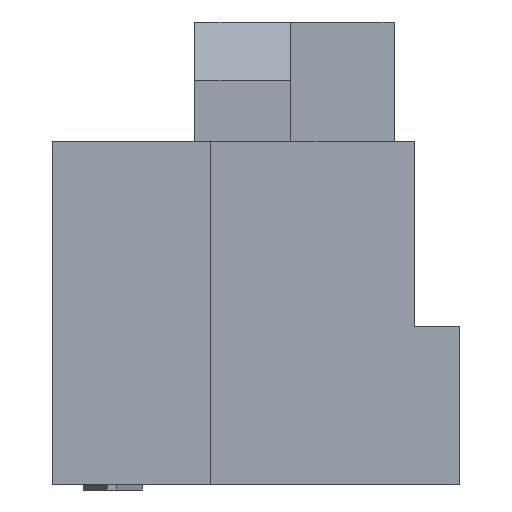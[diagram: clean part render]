
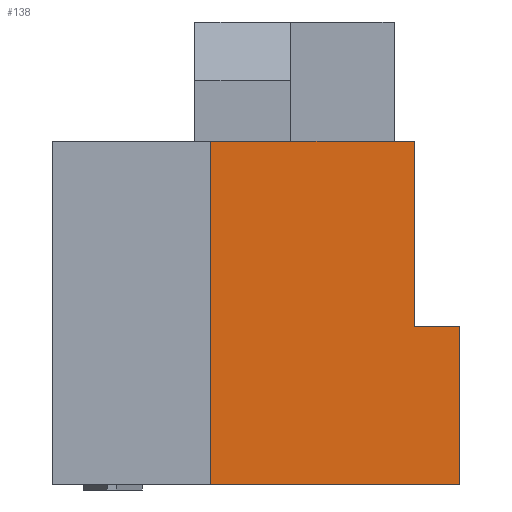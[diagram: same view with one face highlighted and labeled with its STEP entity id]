
A CAD part, front view. The second image highlights one B-rep face of the part: STEP entity #138.
In plain terms, the highlighted planar face has unit normal (0, -1, 0).
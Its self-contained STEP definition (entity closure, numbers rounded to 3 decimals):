
#138=ADVANCED_FACE('',(#277),#207,.T.);
#207=PLANE('',#1606);
#277=FACE_OUTER_BOUND('',#355,.T.);
#355=EDGE_LOOP('',(#652,#653,#654,#655,#656,#657));
#652=ORIENTED_EDGE('',*,*,#1101,.T.);
#653=ORIENTED_EDGE('',*,*,#1100,.T.);
#654=ORIENTED_EDGE('',*,*,#1102,.T.);
#655=ORIENTED_EDGE('',*,*,#1089,.T.);
#656=ORIENTED_EDGE('',*,*,#1019,.T.);
#657=ORIENTED_EDGE('',*,*,#1103,.T.);
#855=VERTEX_POINT('',#2190);
#856=VERTEX_POINT('',#2192);
#902=VERTEX_POINT('',#2332);
#909=VERTEX_POINT('',#2351);
#910=VERTEX_POINT('',#2353);
#911=VERTEX_POINT('',#2357);
#1019=EDGE_CURVE('',#856,#855,#1219,.T.);
#1089=EDGE_CURVE('',#902,#856,#1283,.T.);
#1100=EDGE_CURVE('',#909,#910,#1294,.T.);
#1101=EDGE_CURVE('',#911,#909,#1295,.T.);
#1102=EDGE_CURVE('',#910,#902,#1296,.T.);
#1103=EDGE_CURVE('',#855,#911,#1297,.T.);
#1219=LINE('',#2191,#1409);
#1283=LINE('',#2331,#1473);
#1294=LINE('',#2354,#1484);
#1295=LINE('',#2356,#1485);
#1296=LINE('',#2358,#1486);
#1297=LINE('',#2359,#1487);
#1409=VECTOR('',#1784,1.);
#1473=VECTOR('',#1908,1.);
#1484=VECTOR('',#1925,1.);
#1485=VECTOR('',#1928,1.);
#1486=VECTOR('',#1929,1.);
#1487=VECTOR('',#1930,1.);
#1606=AXIS2_PLACEMENT_3D('',#2360,#1931,#1932);
#1784=DIRECTION('',(-1.,0.,0.));
#1908=DIRECTION('',(0.,0.,1.));
#1925=DIRECTION('',(0.,0.,-1.));
#1928=DIRECTION('',(-1.,0.,0.));
#1929=DIRECTION('',(1.,0.,0.));
#1930=DIRECTION('',(0.,0.,1.));
#1931=DIRECTION('',(0.,-1.,0.));
#1932=DIRECTION('',(1.,0.,0.));
#2190=CARTESIAN_POINT('',(7.,-17.35,5.05));
#2191=CARTESIAN_POINT('',(8.45,-17.35,5.05));
#2192=CARTESIAN_POINT('',(8.45,-17.35,5.05));
#2331=CARTESIAN_POINT('',(8.45,-17.35,0.));
#2332=CARTESIAN_POINT('',(8.45,-17.35,0.));
#2351=CARTESIAN_POINT('',(0.5,-17.35,10.95));
#2353=CARTESIAN_POINT('',(0.5,-17.35,0.));
#2354=CARTESIAN_POINT('',(0.5,-17.35,10.95));
#2356=CARTESIAN_POINT('',(7.,-17.35,10.95));
#2357=CARTESIAN_POINT('',(7.,-17.35,10.95));
#2358=CARTESIAN_POINT('',(0.5,-17.35,0.));
#2359=CARTESIAN_POINT('',(7.,-17.35,5.05));
#2360=CARTESIAN_POINT('',(0.5,-17.35,0.));
